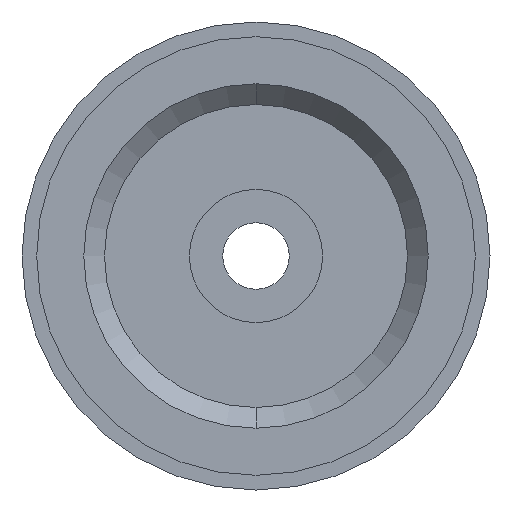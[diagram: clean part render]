
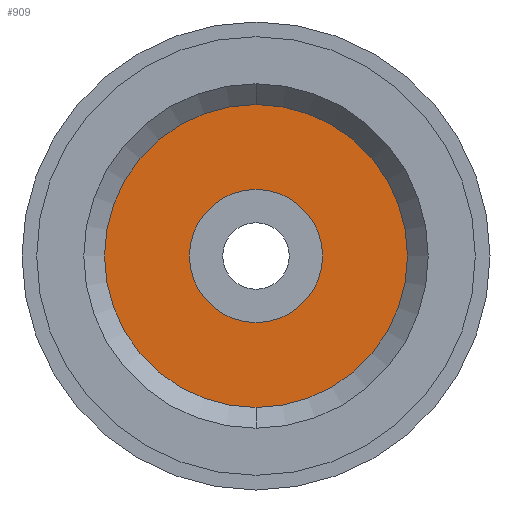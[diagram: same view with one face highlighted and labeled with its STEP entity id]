
A CAD part, front view. The second image highlights one B-rep face of the part: STEP entity #909.
In plain terms, the highlighted planar face has unit normal (0, -1, 0).
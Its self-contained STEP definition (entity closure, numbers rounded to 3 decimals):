
#5 = CARTESIAN_POINT ( 'NONE',  ( 3.2, -6.5, 0. ) ) ;
#28 = DIRECTION ( 'NONE',  ( 0., 0., 1. ) ) ;
#30 = DIRECTION ( 'NONE',  ( 0., 1., 0. ) ) ;
#56 = CIRCLE ( 'NONE', #85, 3.2 ) ;
#66 = VERTEX_POINT ( 'NONE', #605 ) ;
#85 = AXIS2_PLACEMENT_3D ( 'NONE', #1309, #812, #263 ) ;
#88 = DIRECTION ( 'NONE',  ( 0., 1., 0. ) ) ;
#124 = DIRECTION ( 'NONE',  ( 0., 0., 1. ) ) ;
#155 = CARTESIAN_POINT ( 'NONE',  ( 0., -6.5, -7.282 ) ) ;
#263 = DIRECTION ( 'NONE',  ( 0., 0., 1. ) ) ;
#273 = EDGE_LOOP ( 'NONE', ( #1084, #554 ) ) ;
#303 = AXIS2_PLACEMENT_3D ( 'NONE', #5, #30, #124 ) ;
#358 = EDGE_CURVE ( 'NONE', #1114, #401, #793, .T. ) ;
#369 = EDGE_CURVE ( 'NONE', #401, #1114, #56, .T. ) ;
#401 = VERTEX_POINT ( 'NONE', #1025 ) ;
#415 = CARTESIAN_POINT ( 'NONE',  ( 0., -6.5, 0. ) ) ;
#432 = DIRECTION ( 'NONE',  ( 0., 0., 1. ) ) ;
#447 = CIRCLE ( 'NONE', #983, 7.282 ) ;
#530 = AXIS2_PLACEMENT_3D ( 'NONE', #415, #732, #432 ) ;
#554 = ORIENTED_EDGE ( 'NONE', *, *, #369, .T. ) ;
#565 = CARTESIAN_POINT ( 'NONE',  ( 0., -6.5, 3.2 ) ) ;
#581 = CIRCLE ( 'NONE', #530, 7.282 ) ;
#596 = DIRECTION ( 'NONE',  ( 0., 0., 1. ) ) ;
#602 = EDGE_LOOP ( 'NONE', ( #1099, #1015 ) ) ;
#605 = CARTESIAN_POINT ( 'NONE',  ( 0., -6.5, 7.282 ) ) ;
#650 = DIRECTION ( 'NONE',  ( 0., 1., 0. ) ) ;
#698 = CARTESIAN_POINT ( 'NONE',  ( 0., -6.5, 0. ) ) ;
#732 = DIRECTION ( 'NONE',  ( 0., 1., 0. ) ) ;
#793 = CIRCLE ( 'NONE', #856, 3.2 ) ;
#812 = DIRECTION ( 'NONE',  ( 0., 1., 0. ) ) ;
#849 = PLANE ( 'NONE',  #303 ) ;
#856 = AXIS2_PLACEMENT_3D ( 'NONE', #698, #88, #596 ) ;
#909 = ADVANCED_FACE ( 'NONE', ( #1346, #911 ), #849, .F. ) ;
#911 = FACE_BOUND ( 'NONE', #273, .T. ) ;
#937 = EDGE_CURVE ( 'NONE', #1160, #66, #581, .T. ) ;
#983 = AXIS2_PLACEMENT_3D ( 'NONE', #1065, #650, #28 ) ;
#1015 = ORIENTED_EDGE ( 'NONE', *, *, #1333, .F. ) ;
#1025 = CARTESIAN_POINT ( 'NONE',  ( 0., -6.5, -3.2 ) ) ;
#1065 = CARTESIAN_POINT ( 'NONE',  ( 0., -6.5, 0. ) ) ;
#1084 = ORIENTED_EDGE ( 'NONE', *, *, #358, .T. ) ;
#1099 = ORIENTED_EDGE ( 'NONE', *, *, #937, .F. ) ;
#1114 = VERTEX_POINT ( 'NONE', #565 ) ;
#1160 = VERTEX_POINT ( 'NONE', #155 ) ;
#1309 = CARTESIAN_POINT ( 'NONE',  ( 0., -6.5, 0. ) ) ;
#1333 = EDGE_CURVE ( 'NONE', #66, #1160, #447, .T. ) ;
#1346 = FACE_OUTER_BOUND ( 'NONE', #602, .T. ) ;
